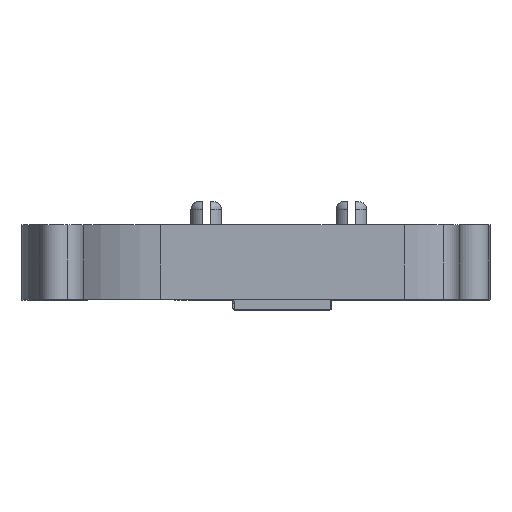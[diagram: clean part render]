
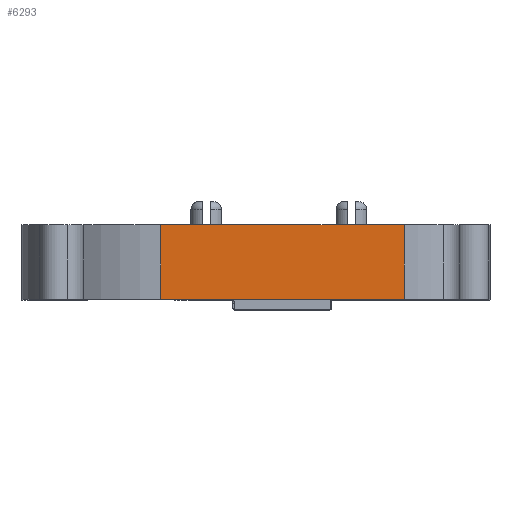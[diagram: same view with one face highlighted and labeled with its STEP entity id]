
A CAD part, top view. The second image highlights one B-rep face of the part: STEP entity #6293.
In plain terms, the highlighted planar face has unit normal (0, 0, 1).
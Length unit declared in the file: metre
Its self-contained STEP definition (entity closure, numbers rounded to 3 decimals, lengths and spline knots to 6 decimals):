
#2199=ORIENTED_EDGE('',*,*,#3342,.T.);
#2200=ORIENTED_EDGE('',*,*,#2550,.F.);
#2201=ORIENTED_EDGE('',*,*,#3341,.F.);
#2202=ORIENTED_EDGE('',*,*,#2636,.T.);
#2550=EDGE_CURVE('',#3479,#3480,#4075,.T.);
#2636=EDGE_CURVE('',#3558,#3557,#4122,.T.);
#3341=EDGE_CURVE('',#3558,#3479,#4513,.T.);
#3342=EDGE_CURVE('',#3557,#3480,#4514,.T.);
#3479=VERTEX_POINT('',#9101);
#3480=VERTEX_POINT('',#9103);
#3557=VERTEX_POINT('',#9272);
#3558=VERTEX_POINT('',#9274);
#4075=LINE('',#9102,#4628);
#4122=LINE('',#9273,#4675);
#4513=LINE('',#10865,#5066);
#4514=LINE('',#10867,#5067);
#4628=VECTOR('',#7164,1.);
#4675=VECTOR('',#7303,1.);
#5066=VECTOR('',#8766,1.);
#5067=VECTOR('',#8769,1.);
#5434=EDGE_LOOP('',(#2199,#2200,#2201,#2202));
#5801=FACE_BOUND('',#5434,.T.);
#5983=PLANE('',#6970);
#6293=ADVANCED_FACE('',(#5801),#5983,.T.);
#6970=AXIS2_PLACEMENT_3D('',#10866,#8767,#8768);
#7164=DIRECTION('',(-1.,0.,0.));
#7303=DIRECTION('',(-1.,0.,0.));
#8766=DIRECTION('',(0.,-1.,0.));
#8767=DIRECTION('',(0.,0.,1.));
#8768=DIRECTION('',(0.,-1.,0.));
#8769=DIRECTION('',(0.,-1.,0.));
#9101=CARTESIAN_POINT('',(0.028531,0.001842,0.048793));
#9102=CARTESIAN_POINT('',(0.00508,0.001842,0.048793));
#9103=CARTESIAN_POINT('',(-0.018371,0.001842,0.048793));
#9272=CARTESIAN_POINT('',(-0.018371,0.016193,0.048793));
#9273=CARTESIAN_POINT('',(0.00508,0.016193,0.048793));
#9274=CARTESIAN_POINT('',(0.028531,0.016193,0.048793));
#10865=CARTESIAN_POINT('',(0.028531,0.016193,0.048793));
#10866=CARTESIAN_POINT('',(0.00508,0.016193,0.048793));
#10867=CARTESIAN_POINT('',(-0.018371,0.016193,0.048793));
